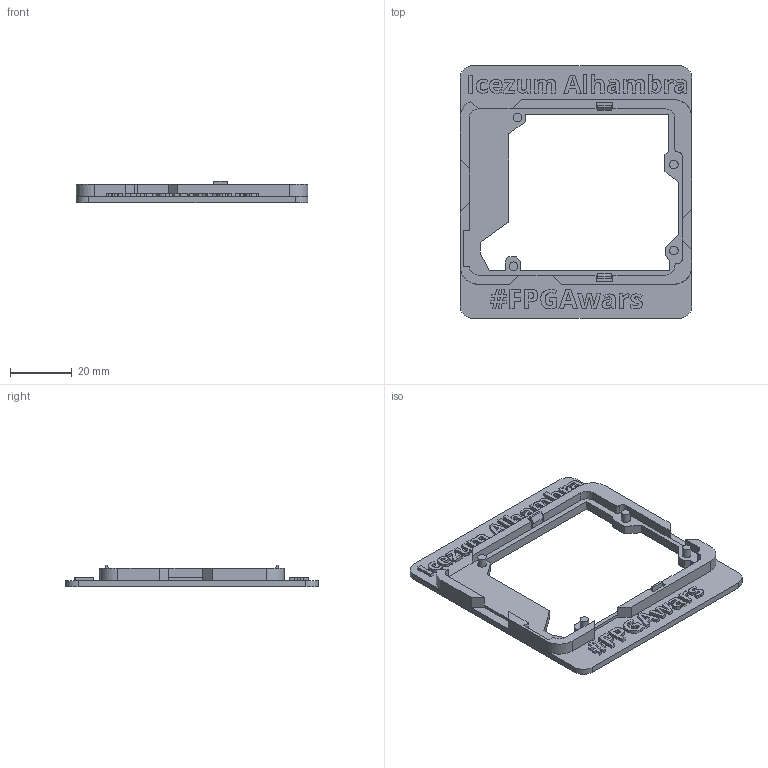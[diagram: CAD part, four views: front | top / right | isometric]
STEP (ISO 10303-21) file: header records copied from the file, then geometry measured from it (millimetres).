
FILE_DESCRIPTION(('FreeCAD Model'),'2;1');
FILE_NAME('Icezum-Alhambra-Support-with-text.step','2017-01-22T15:50:32',(''),(''), 'Open CASCADE STEP processor 6.8','FreeCAD','Unknown');
FILE_SCHEMA(('AUTOMOTIVE_DESIGN_CC2 { 1 2 10303 214 -1 1 5 4 }'));
Length unit declared in the file: millimetre
Products named in the file (2): ASSEMBLY; Final-support-with-text
Assembly tree (1 placements, depth 2):
  ASSEMBLY
    Final-support-with-text
Bounding box: 75.21 x 82 x 7 mm (x, y, z)
Volume: 10598.5 mm3; surface area: 10482.4 mm2
Topology: 1 solids, 1 shells, 564 faces, 1564 edges, 1040 vertices
Faces by surface type: plane 337, extrusion 207, cylinder 20
Full cylindrical faces by diameter (mm): 2.8 x4
Entity records: 38384 total; most frequent: CARTESIAN_POINT 8493, DIRECTION 4736, VECTOR 3898, LINE 3691, ORIENTED_EDGE 3128, PCURVE 3128, DEFINITIONAL_REPRESENTATION 3128, EDGE_CURVE 1564
